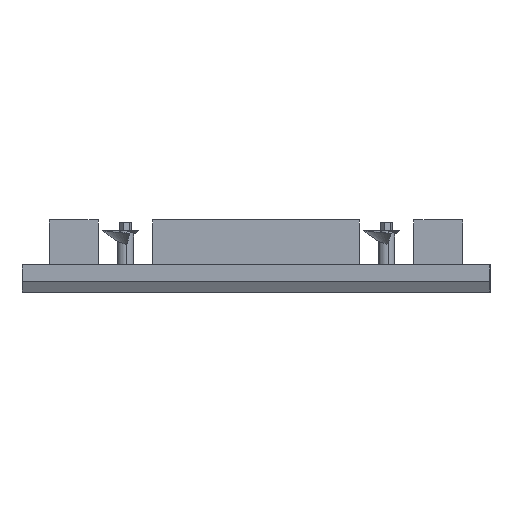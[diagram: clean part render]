
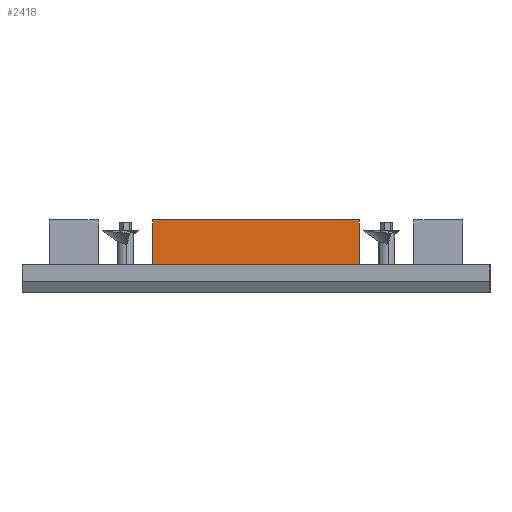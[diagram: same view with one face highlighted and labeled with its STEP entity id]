
A CAD part, left-side view. The second image highlights one B-rep face of the part: STEP entity #2418.
In plain terms, the highlighted planar face has unit normal (-1, 0, 0).
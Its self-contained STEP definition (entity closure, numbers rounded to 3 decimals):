
#33 = AXIS2_PLACEMENT_3D ( 'NONE', #193, #687, #1857 ) ;
#39 = VECTOR ( 'NONE', #3037, 1000. ) ;
#113 = EDGE_CURVE ( 'NONE', #1067, #2086, #1177, .T. ) ;
#152 = LINE ( 'NONE', #2074, #39 ) ;
#165 = VECTOR ( 'NONE', #1943, 1000. ) ;
#193 = CARTESIAN_POINT ( 'NONE',  ( -103.5, 124., 16.5 ) ) ;
#205 = CARTESIAN_POINT ( 'NONE',  ( -103.5, 124., 0. ) ) ;
#309 = DIRECTION ( 'NONE',  ( 0., 0., -1. ) ) ;
#687 = DIRECTION ( 'NONE',  ( -1., 0., 0. ) ) ;
#739 = ORIENTED_EDGE ( 'NONE', *, *, #1684, .F. ) ;
#1067 = VERTEX_POINT ( 'NONE', #2661 ) ;
#1177 = LINE ( 'NONE', #205, #2352 ) ;
#1179 = LINE ( 'NONE', #1418, #165 ) ;
#1328 = EDGE_CURVE ( 'NONE', #2348, #1728, #1179, .T. ) ;
#1341 = CARTESIAN_POINT ( 'NONE',  ( -103.5, 48., 16.5 ) ) ;
#1418 = CARTESIAN_POINT ( 'NONE',  ( -103.5, 124., 16.5 ) ) ;
#1419 = FACE_OUTER_BOUND ( 'NONE', #2135, .T. ) ;
#1649 = CARTESIAN_POINT ( 'NONE',  ( -103.5, 124., 0. ) ) ;
#1684 = EDGE_CURVE ( 'NONE', #2348, #1067, #3088, .T. ) ;
#1728 = VERTEX_POINT ( 'NONE', #2459 ) ;
#1839 = PLANE ( 'NONE',  #33 ) ;
#1857 = DIRECTION ( 'NONE',  ( 0., 0., 1. ) ) ;
#1894 = CARTESIAN_POINT ( 'NONE',  ( -103.5, 48., 16.5 ) ) ;
#1920 = ORIENTED_EDGE ( 'NONE', *, *, #113, .F. ) ;
#1943 = DIRECTION ( 'NONE',  ( 0., 1., 0. ) ) ;
#2074 = CARTESIAN_POINT ( 'NONE',  ( -103.5, 124., 16.5 ) ) ;
#2086 = VERTEX_POINT ( 'NONE', #1649 ) ;
#2135 = EDGE_LOOP ( 'NONE', ( #1920, #739, #2364, #2663 ) ) ;
#2336 = VECTOR ( 'NONE', #309, 1000. ) ;
#2348 = VERTEX_POINT ( 'NONE', #1341 ) ;
#2352 = VECTOR ( 'NONE', #3106, 1000. ) ;
#2364 = ORIENTED_EDGE ( 'NONE', *, *, #1328, .T. ) ;
#2418 = ADVANCED_FACE ( 'NONE', ( #1419 ), #1839, .T. ) ;
#2459 = CARTESIAN_POINT ( 'NONE',  ( -103.5, 124., 16.5 ) ) ;
#2661 = CARTESIAN_POINT ( 'NONE',  ( -103.5, 48., 0. ) ) ;
#2663 = ORIENTED_EDGE ( 'NONE', *, *, #2782, .T. ) ;
#2782 = EDGE_CURVE ( 'NONE', #1728, #2086, #152, .T. ) ;
#3037 = DIRECTION ( 'NONE',  ( 0., 0., -1. ) ) ;
#3088 = LINE ( 'NONE', #1894, #2336 ) ;
#3106 = DIRECTION ( 'NONE',  ( 0., 1., 0. ) ) ;
